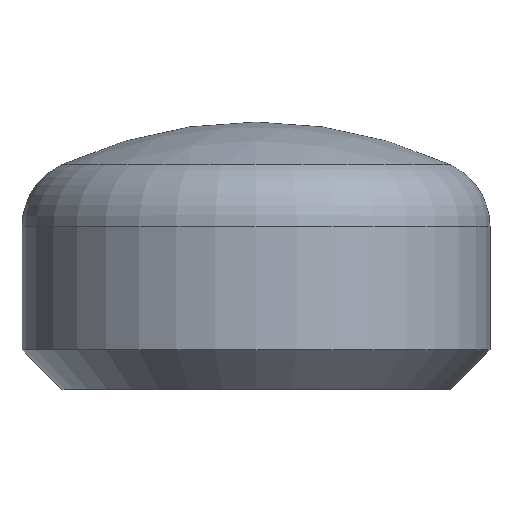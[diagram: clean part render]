
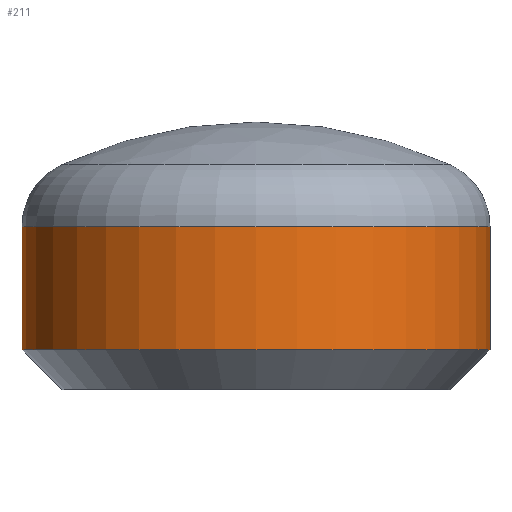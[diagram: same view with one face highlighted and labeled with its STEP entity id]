
A CAD part, top view. The second image highlights one B-rep face of the part: STEP entity #211.
In plain terms, the highlighted cylindrical face has radius 44.45 mm (diameter 88.9 mm), a partial arc.
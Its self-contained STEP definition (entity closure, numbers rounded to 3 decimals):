
#21 = ORIENTED_EDGE ( 'NONE', *, *, #227, .F. ) ;
#22 = DIRECTION ( 'NONE',  ( 0., 1., 0. ) ) ;
#24 = DIRECTION ( 'NONE',  ( 0., 1., 0. ) ) ;
#35 = EDGE_CURVE ( 'NONE', #257, #278, #45, .T. ) ;
#44 = CARTESIAN_POINT ( 'NONE',  ( -44.45, 30.887, 0. ) ) ;
#45 = LINE ( 'NONE', #73, #178 ) ;
#58 = CARTESIAN_POINT ( 'NONE',  ( 0., 2817.965, 0. ) ) ;
#73 = CARTESIAN_POINT ( 'NONE',  ( 44.45, 2817.965, 0. ) ) ;
#94 = CARTESIAN_POINT ( 'NONE',  ( 44.45, 30.887, 0. ) ) ;
#96 = FACE_OUTER_BOUND ( 'NONE', #186, .T. ) ;
#128 = DIRECTION ( 'NONE',  ( -1., 0., 0. ) ) ;
#134 = ORIENTED_EDGE ( 'NONE', *, *, #242, .T. ) ;
#142 = CARTESIAN_POINT ( 'NONE',  ( 0., 30.887, 0. ) ) ;
#161 = VERTEX_POINT ( 'NONE', #44 ) ;
#178 = VECTOR ( 'NONE', #249, 1000. ) ;
#186 = EDGE_LOOP ( 'NONE', ( #134, #190, #430, #21 ) ) ;
#190 = ORIENTED_EDGE ( 'NONE', *, *, #35, .T. ) ;
#198 = AXIS2_PLACEMENT_3D ( 'NONE', #424, #22, #307 ) ;
#211 = ADVANCED_FACE ( 'NONE', ( #96 ), #337, .T. ) ;
#212 = AXIS2_PLACEMENT_3D ( 'NONE', #58, #344, #128 ) ;
#220 = CIRCLE ( 'NONE', #198, 44.45 ) ;
#227 = EDGE_CURVE ( 'NONE', #346, #161, #417, .T. ) ;
#230 = CARTESIAN_POINT ( 'NONE',  ( 44.45, 7.52, 0. ) ) ;
#236 = CARTESIAN_POINT ( 'NONE',  ( -44.45, 2817.965, 0. ) ) ;
#242 = EDGE_CURVE ( 'NONE', #346, #257, #220, .T. ) ;
#249 = DIRECTION ( 'NONE',  ( 0., 1., 0. ) ) ;
#257 = VERTEX_POINT ( 'NONE', #230 ) ;
#262 = VECTOR ( 'NONE', #24, 1000. ) ;
#278 = VERTEX_POINT ( 'NONE', #94 ) ;
#307 = DIRECTION ( 'NONE',  ( 1., 0., 0. ) ) ;
#313 = DIRECTION ( 'NONE',  ( 0., 1., 0. ) ) ;
#319 = CIRCLE ( 'NONE', #443, 44.45 ) ;
#337 = CYLINDRICAL_SURFACE ( 'NONE', #212, 44.45 ) ;
#344 = DIRECTION ( 'NONE',  ( 0., 1., 0. ) ) ;
#346 = VERTEX_POINT ( 'NONE', #352 ) ;
#352 = CARTESIAN_POINT ( 'NONE',  ( -44.45, 7.52, 0. ) ) ;
#380 = EDGE_CURVE ( 'NONE', #161, #278, #319, .T. ) ;
#417 = LINE ( 'NONE', #236, #262 ) ;
#424 = CARTESIAN_POINT ( 'NONE',  ( 0., 7.52, 0. ) ) ;
#425 = DIRECTION ( 'NONE',  ( -1., 0., 0. ) ) ;
#430 = ORIENTED_EDGE ( 'NONE', *, *, #380, .F. ) ;
#443 = AXIS2_PLACEMENT_3D ( 'NONE', #142, #313, #425 ) ;
